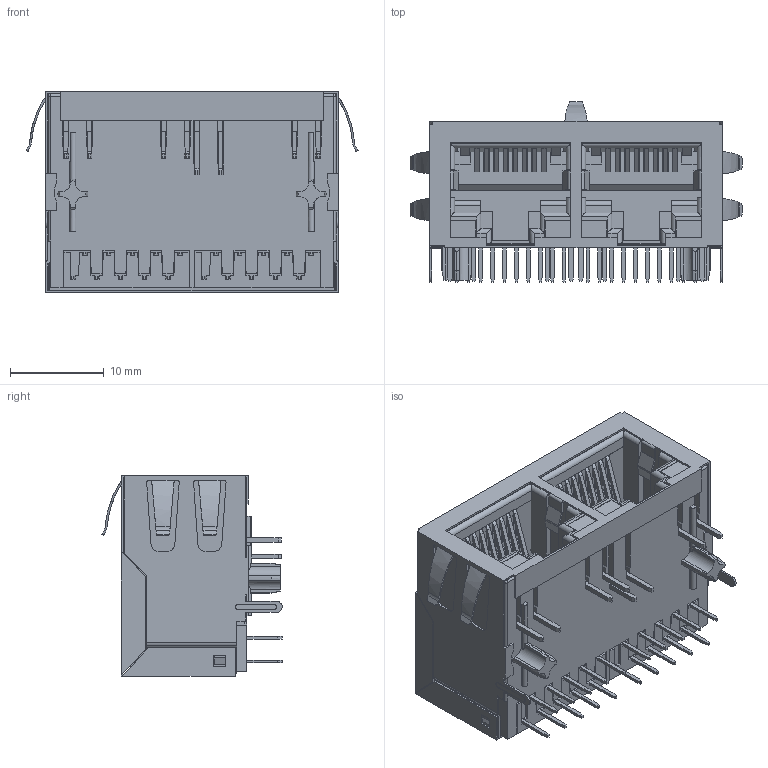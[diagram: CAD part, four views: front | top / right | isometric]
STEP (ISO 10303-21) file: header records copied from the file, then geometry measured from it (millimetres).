
FILE_DESCRIPTION(('CATIA V5 STEP Exchange','CAx-IF Rec.Pracs.--- Model Styling and Organization---1.4--- 2014-01-23'),'2;1');
FILE_NAME ('D1463169_0_2544500000_2544500000.stp','2019-01-09T11:16:25+00:00',('none'),('Weidmueller'),'CATIA Version 5-6 Release 2016 SP3 HF44','CATIA V5 STEP AP214','none');
FILE_SCHEMA(('AUTOMOTIVE_DESIGN { 1 0 10303 214 1 1 1 1 }'));
Products named in the file (1): 2544500000
Bounding box: 35.4 x 19.25 x 21.35 mm (x, y, z)
Volume: 5320.9 mm3; surface area: 11856.4 mm2
Topology: 8 solids, 8 shells, 2053 faces, 6080 edges, 4010 vertices
Faces by surface type: plane 1723, cylinder 314, cone 12, bspline 4
Entity records: 68696 total; most frequent: CARTESIAN_POINT 14394, ORIENTED_EDGE 12152, DIRECTION 9823, EDGE_CURVE 6076, VECTOR 5405, LINE 5405, VERTEX_POINT 4010, AXIS2_PLACEMENT_3D 2410
